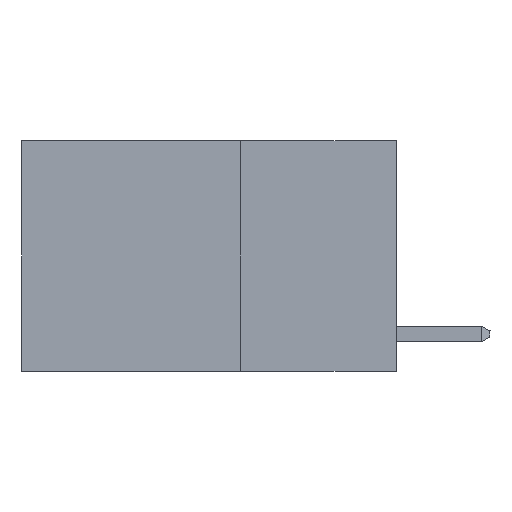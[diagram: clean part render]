
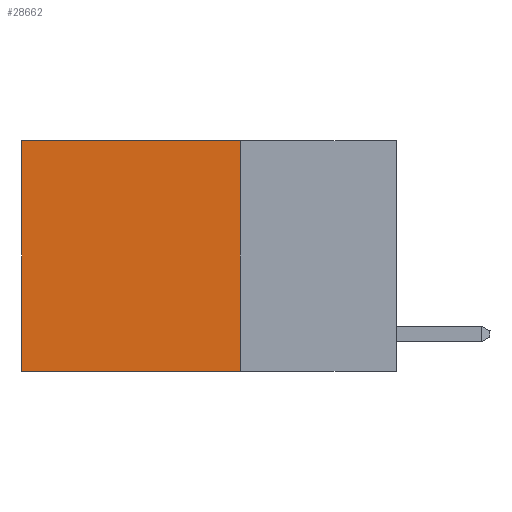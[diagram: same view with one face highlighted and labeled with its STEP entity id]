
A CAD part, left-side view. The second image highlights one B-rep face of the part: STEP entity #28662.
In plain terms, the highlighted planar face has unit normal (-1, 0, 0).
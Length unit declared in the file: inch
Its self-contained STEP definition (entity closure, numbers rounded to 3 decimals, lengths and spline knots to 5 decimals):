
#332 = CARTESIAN_POINT ( 'NONE',  ( 0.2625, 0.25, 0. ) ) ;
#748 = CARTESIAN_POINT ( 'NONE',  ( 0.2625, 0.25, -0.37 ) ) ;
#1302 = ORIENTED_EDGE ( 'NONE', *, *, #28666, .F. ) ;
#2043 = EDGE_LOOP ( 'NONE', ( #5810, #29346, #1302, #17484 ) ) ;
#4268 = VERTEX_POINT ( 'NONE', #11270 ) ;
#5810 = ORIENTED_EDGE ( 'NONE', *, *, #19500, .T. ) ;
#11270 = CARTESIAN_POINT ( 'NONE',  ( 0.2625, 0.25, -0.37 ) ) ;
#11637 = CARTESIAN_POINT ( 'NONE',  ( 0.2625, 0.25, 0. ) ) ;
#11813 = CARTESIAN_POINT ( 'NONE',  ( 0.2625, 0.6, -0.37 ) ) ;
#12756 = VERTEX_POINT ( 'NONE', #16311 ) ;
#13092 = DIRECTION ( 'NONE',  ( 0., 0., -1. ) ) ;
#13991 = VERTEX_POINT ( 'NONE', #11813 ) ;
#14464 = DIRECTION ( 'NONE',  ( 0., 1., 0. ) ) ;
#14522 = VECTOR ( 'NONE', #14464, 39.37008 ) ;
#14783 = VECTOR ( 'NONE', #20739, 39.37008 ) ;
#15345 = CARTESIAN_POINT ( 'NONE',  ( 0.2625, 0.6, 0. ) ) ;
#15667 = VECTOR ( 'NONE', #13092, 39.37008 ) ;
#15739 = VECTOR ( 'NONE', #23123, 39.37008 ) ;
#15999 = DIRECTION ( 'NONE',  ( 1., 0., 0. ) ) ;
#16038 = EDGE_CURVE ( 'NONE', #4268, #13991, #23242, .T. ) ;
#16311 = CARTESIAN_POINT ( 'NONE',  ( 0.2625, 0.6, 0. ) ) ;
#17484 = ORIENTED_EDGE ( 'NONE', *, *, #28699, .T. ) ;
#19039 = AXIS2_PLACEMENT_3D ( 'NONE', #20433, #15999, #25067 ) ;
#19500 = EDGE_CURVE ( 'NONE', #12756, #13991, #26948, .T. ) ;
#20433 = CARTESIAN_POINT ( 'NONE',  ( 0.2625, 0.25, 0. ) ) ;
#20739 = DIRECTION ( 'NONE',  ( 0., 1., 0. ) ) ;
#22864 = CARTESIAN_POINT ( 'NONE',  ( 0.2625, 0.25, 0. ) ) ;
#23123 = DIRECTION ( 'NONE',  ( 0., 0., -1. ) ) ;
#23242 = LINE ( 'NONE', #748, #14522 ) ;
#24926 = PLANE ( 'NONE',  #19039 ) ;
#25067 = DIRECTION ( 'NONE',  ( 0., 0., -1. ) ) ;
#26948 = LINE ( 'NONE', #15345, #15667 ) ;
#27302 = FACE_OUTER_BOUND ( 'NONE', #2043, .T. ) ;
#27443 = LINE ( 'NONE', #332, #15739 ) ;
#28162 = VERTEX_POINT ( 'NONE', #22864 ) ;
#28179 = LINE ( 'NONE', #11637, #14783 ) ;
#28662 = ADVANCED_FACE ( 'NONE', ( #27302 ), #24926, .F. ) ;
#28666 = EDGE_CURVE ( 'NONE', #28162, #4268, #27443, .T. ) ;
#28699 = EDGE_CURVE ( 'NONE', #28162, #12756, #28179, .T. ) ;
#29346 = ORIENTED_EDGE ( 'NONE', *, *, #16038, .F. ) ;
